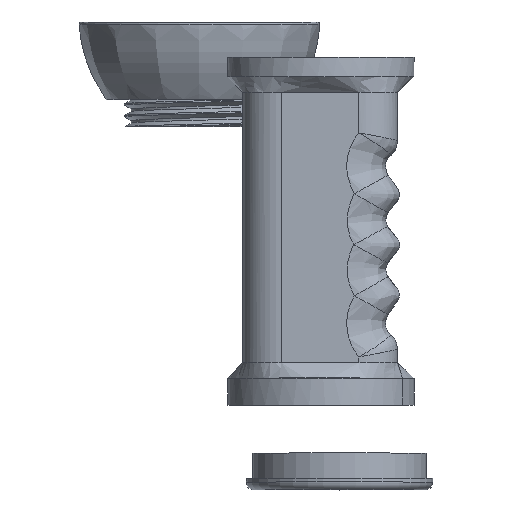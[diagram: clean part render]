
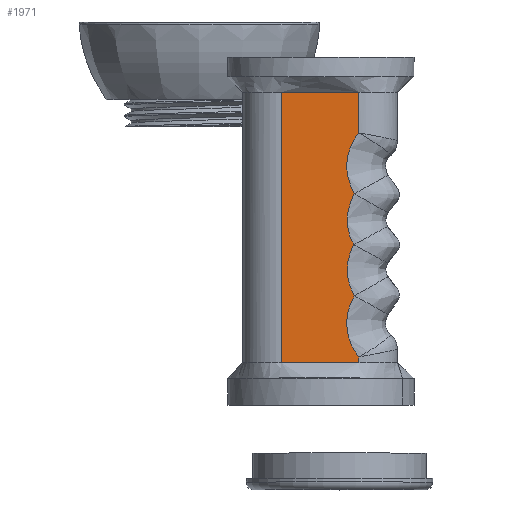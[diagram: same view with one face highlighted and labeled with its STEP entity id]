
A CAD part, top view. The second image highlights one B-rep face of the part: STEP entity #1971.
In plain terms, the highlighted planar face has unit normal (0, 0, 1).
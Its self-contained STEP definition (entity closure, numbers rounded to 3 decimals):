
#119=B_SPLINE_CURVE_WITH_KNOTS('',3,(#6526,#6527,#6528,#6529,#6530),
 .UNSPECIFIED.,.F.,.F.,(4,1,4),(0.123,0.207,0.29),
 .UNSPECIFIED.);
#120=B_SPLINE_CURVE_WITH_KNOTS('',3,(#6534,#6535,#6536,#6537,#6538,#6539,
#6540),.UNSPECIFIED.,.F.,.F.,(4,1,1,1,4),(-1.927,-1.376,
-0.826,-0.275,-0.239),.UNSPECIFIED.);
#121=B_SPLINE_CURVE_WITH_KNOTS('',3,(#6542,#6543,#6544,#6545,#6546,#6547,
#6548),.UNSPECIFIED.,.F.,.F.,(4,1,1,1,4),(0.543,0.935,
1.132,1.525,1.917),.UNSPECIFIED.);
#122=B_SPLINE_CURVE_WITH_KNOTS('',3,(#6550,#6551,#6552,#6553,#6554,#6555),
 .UNSPECIFIED.,.F.,.F.,(4,1,1,4),(0.485,0.878,1.27,
1.86),.UNSPECIFIED.);
#123=B_SPLINE_CURVE_WITH_KNOTS('',3,(#6557,#6558,#6559,#6560,#6561,#6562,
#6563),.UNSPECIFIED.,.F.,.F.,(4,1,1,1,4),(-2.144,-1.834,
-1.285,-1.011,-0.461),.UNSPECIFIED.);
#240=LINE('',#6488,#335);
#243=LINE('',#6511,#338);
#244=LINE('',#6532,#339);
#245=LINE('',#6564,#340);
#335=VECTOR('',#2587,10.);
#338=VECTOR('',#2602,10.);
#339=VECTOR('',#2605,10.);
#340=VECTOR('',#2606,10.);
#514=FACE_OUTER_BOUND('',#643,.T.);
#643=EDGE_LOOP('',(#1669,#1670,#1671,#1672,#1673,#1674,#1675,#1676,#1677));
#916=VERTEX_POINT('',#6485);
#917=VERTEX_POINT('',#6487);
#924=VERTEX_POINT('',#6503);
#927=VERTEX_POINT('',#6525);
#928=VERTEX_POINT('',#6531);
#929=VERTEX_POINT('',#6533);
#930=VERTEX_POINT('',#6541);
#931=VERTEX_POINT('',#6549);
#932=VERTEX_POINT('',#6556);
#1176=EDGE_CURVE('',#917,#916,#240,.T.);
#1185=EDGE_CURVE('',#924,#916,#243,.T.);
#1188=EDGE_CURVE('',#927,#924,#119,.T.);
#1189=EDGE_CURVE('',#928,#927,#244,.T.);
#1190=EDGE_CURVE('',#929,#928,#120,.T.);
#1191=EDGE_CURVE('',#930,#929,#121,.T.);
#1192=EDGE_CURVE('',#931,#930,#122,.T.);
#1193=EDGE_CURVE('',#932,#931,#123,.T.);
#1194=EDGE_CURVE('',#917,#932,#245,.T.);
#1669=ORIENTED_EDGE('',*,*,#1185,.F.);
#1670=ORIENTED_EDGE('',*,*,#1188,.F.);
#1671=ORIENTED_EDGE('',*,*,#1189,.F.);
#1672=ORIENTED_EDGE('',*,*,#1190,.F.);
#1673=ORIENTED_EDGE('',*,*,#1191,.F.);
#1674=ORIENTED_EDGE('',*,*,#1192,.F.);
#1675=ORIENTED_EDGE('',*,*,#1193,.F.);
#1676=ORIENTED_EDGE('',*,*,#1194,.F.);
#1677=ORIENTED_EDGE('',*,*,#1176,.T.);
#1885=PLANE('',#2201);
#1971=ADVANCED_FACE('',(#514),#1885,.T.);
#2201=AXIS2_PLACEMENT_3D('',#6524,#2603,#2604);
#2587=DIRECTION('',(-1.,0.,0.));
#2602=DIRECTION('',(0.,1.,0.));
#2603=DIRECTION('center_axis',(0.,0.,1.));
#2604=DIRECTION('ref_axis',(1.,0.,0.));
#2605=DIRECTION('',(0.,-1.,0.));
#2606=DIRECTION('',(0.,-1.,0.));
#6485=CARTESIAN_POINT('',(-45.,33.,177.));
#6487=CARTESIAN_POINT('',(-25.,33.,177.));
#6488=CARTESIAN_POINT('',(-15.,33.,177.));
#6503=CARTESIAN_POINT('',(-45.,-37.,177.));
#6511=CARTESIAN_POINT('',(-45.,15.5,177.));
#6524=CARTESIAN_POINT('Origin',(-34.688,-2.,177.));
#6525=CARTESIAN_POINT('',(-25.,-37.,177.));
#6526=CARTESIAN_POINT('Ctrl Pts',(-25.,-37.,177.005));
#6527=CARTESIAN_POINT('Ctrl Pts',(-28.335,-37.,176.999));
#6528=CARTESIAN_POINT('Ctrl Pts',(-35.,-37.,177.006));
#6529=CARTESIAN_POINT('Ctrl Pts',(-41.666,-37.,176.998));
#6530=CARTESIAN_POINT('Ctrl Pts',(-45.,-37.,177.006));
#6531=CARTESIAN_POINT('',(-25.,-35.512,177.));
#6532=CARTESIAN_POINT('',(-25.,-19.5,177.));
#6533=CARTESIAN_POINT('',(-26.153,-19.709,177.));
#6534=CARTESIAN_POINT('Ctrl Pts',(-26.153,-19.709,177.));
#6535=CARTESIAN_POINT('Ctrl Pts',(-27.039,-21.315,177.));
#6536=CARTESIAN_POINT('Ctrl Pts',(-28.334,-24.816,177.));
#6537=CARTESIAN_POINT('Ctrl Pts',(-28.057,-30.439,177.));
#6538=CARTESIAN_POINT('Ctrl Pts',(-26.298,-33.888,177.));
#6539=CARTESIAN_POINT('Ctrl Pts',(-25.078,-35.418,177.));
#6540=CARTESIAN_POINT('Ctrl Pts',(-25.001,-35.513,177.));
#6541=CARTESIAN_POINT('',(-26.328,-6.5,177.));
#6542=CARTESIAN_POINT('Ctrl Pts',(-26.328,-6.5,177.));
#6543=CARTESIAN_POINT('Ctrl Pts',(-26.951,-7.653,177.));
#6544=CARTESIAN_POINT('Ctrl Pts',(-27.662,-9.527,177.));
#6545=CARTESIAN_POINT('Ctrl Pts',(-28.117,-12.782,177.));
#6546=CARTESIAN_POINT('Ctrl Pts',(-27.813,-16.12,177.));
#6547=CARTESIAN_POINT('Ctrl Pts',(-26.804,-18.564,177.));
#6548=CARTESIAN_POINT('Ctrl Pts',(-26.153,-19.709,177.));
#6549=CARTESIAN_POINT('',(-26.154,6.708,177.));
#6550=CARTESIAN_POINT('Ctrl Pts',(-26.154,6.708,177.));
#6551=CARTESIAN_POINT('Ctrl Pts',(-26.804,5.563,177.));
#6552=CARTESIAN_POINT('Ctrl Pts',(-27.809,3.115,177.));
#6553=CARTESIAN_POINT('Ctrl Pts',(-28.242,-1.55,177.));
#6554=CARTESIAN_POINT('Ctrl Pts',(-27.262,-4.77,177.));
#6555=CARTESIAN_POINT('Ctrl Pts',(-26.328,-6.5,177.));
#6556=CARTESIAN_POINT('',(-25.,22.451,177.));
#6557=CARTESIAN_POINT('Ctrl Pts',(-24.999,22.449,177.));
#6558=CARTESIAN_POINT('Ctrl Pts',(-25.653,21.653,177.));
#6559=CARTESIAN_POINT('Ctrl Pts',(-27.241,19.255,177.));
#6560=CARTESIAN_POINT('Ctrl Pts',(-28.244,15.53,177.));
#6561=CARTESIAN_POINT('Ctrl Pts',(-28.003,10.93,177.));
#6562=CARTESIAN_POINT('Ctrl Pts',(-27.039,8.311,177.));
#6563=CARTESIAN_POINT('Ctrl Pts',(-26.154,6.708,177.));
#6564=CARTESIAN_POINT('',(-25.,9.228,177.));
